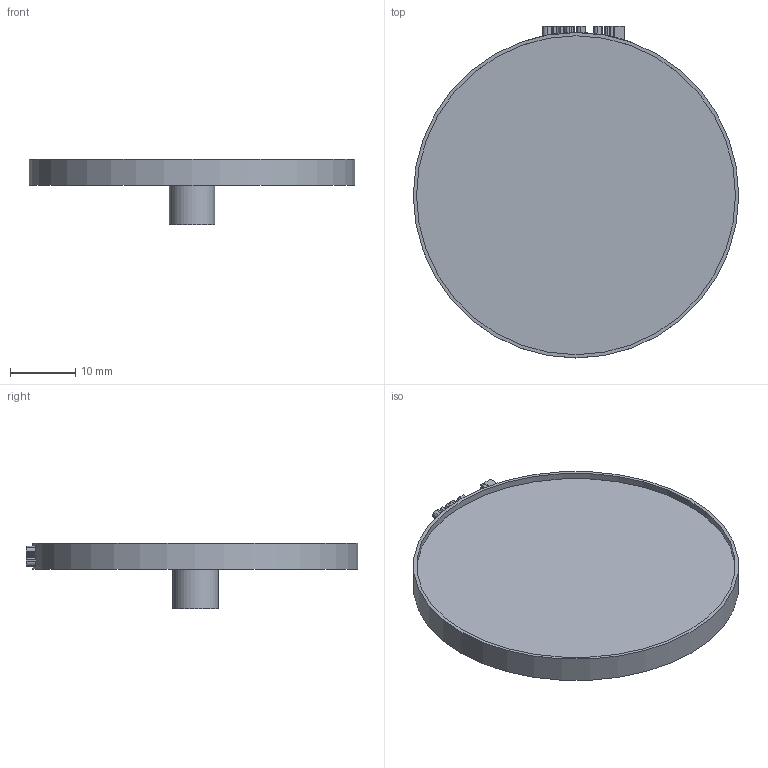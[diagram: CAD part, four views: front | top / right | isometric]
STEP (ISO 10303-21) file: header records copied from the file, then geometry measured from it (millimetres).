
FILE_DESCRIPTION(/* description */ (''),/* implementation_level */ '2;1');
FILE_NAME(/* name */ 'Platform.step',/* time_stamp */ '2024-11-27T17:18:34+01:00',/* author */ (''),/* organization */ (''),/* preprocessor_version */ 'ST-DEVELOPER v20',/* originating_system */ 'Autodesk Translation Framework v13.20.0.188',/* authorisation */ '');
FILE_SCHEMA (('AUTOMOTIVE_DESIGN { 1 0 10303 214 3 1 1 }'));
Length unit declared in the file: millimetre
Products named in the file (1): Platform
Bounding box: 50 x 51 x 10 mm (x, y, z)
Volume: 6220.9 mm3; surface area: 4945.9 mm2
Topology: 1 solids, 1 shells, 170 faces, 476 edges, 316 vertices
Faces by surface type: bspline 91, plane 73, cylinder 6
Full cylindrical faces by diameter (mm): 7 x1, 49 x1, 50 x1
Entity records: 7979 total; most frequent: CARTESIAN_POINT 4211, ORIENTED_EDGE 936, DIRECTION 477, EDGE_CURVE 468, VERTEX_POINT 312, LINE 255, VECTOR 255, B_SPLINE_CURVE_WITH_KNOTS 182
